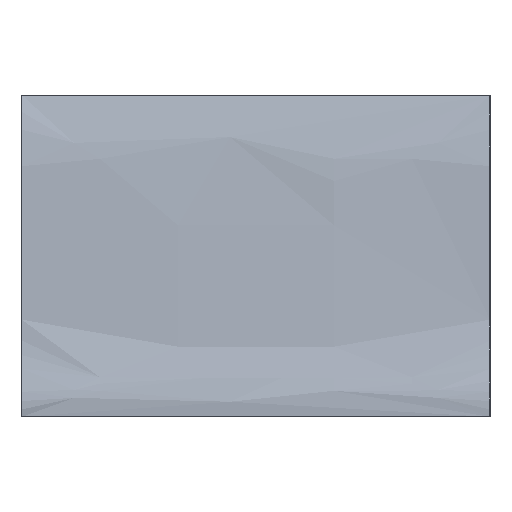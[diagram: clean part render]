
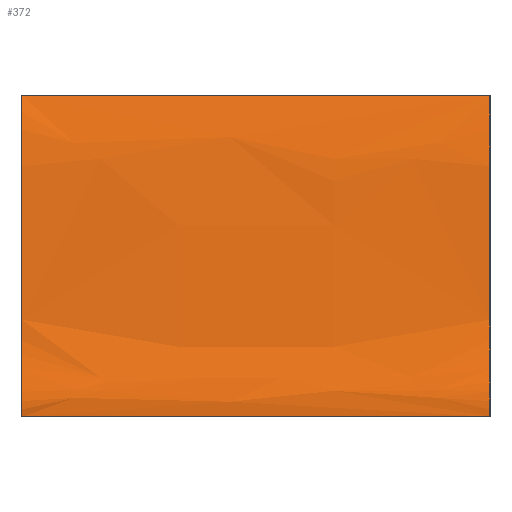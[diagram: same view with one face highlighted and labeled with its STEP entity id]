
A CAD part, left-side view. The second image highlights one B-rep face of the part: STEP entity #372.
In plain terms, the highlighted face is a extrusion surface.
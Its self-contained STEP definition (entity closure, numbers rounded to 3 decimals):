
#372=ADVANCED_FACE('',(#633),#635,.T.);
#633=FACE_BOUND('',#634,.T.);
#634=EDGE_LOOP('',(#809,#810,#811,#812));
#635=SURFACE_OF_LINEAR_EXTRUSION('',#636,#637);
#636=B_SPLINE_CURVE_WITH_KNOTS('',3,
(#813,#814,#815,#816),
.UNSPECIFIED.,.F.,.F.,
(4,4),
(0.,1.),
.UNSPECIFIED.);
#637=VECTOR('',#638,1.6);
#638=DIRECTION('',(0.,1.,0.));
#809=ORIENTED_EDGE('',*,*,#900,.T.);
#810=ORIENTED_EDGE('',*,*,#901,.T.);
#811=ORIENTED_EDGE('',*,*,#902,.F.);
#812=ORIENTED_EDGE('',*,*,#903,.F.);
#813=CARTESIAN_POINT('',(-2.1,-1.6,0.));
#814=CARTESIAN_POINT('',(-1.601,-1.6,0.105));
#815=CARTESIAN_POINT('',(-1.849,-1.6,0.687));
#816=CARTESIAN_POINT('',(-1.6,-1.6,1.1));
#900=EDGE_CURVE('',#1024,#1025,#1026,.T.);
#901=EDGE_CURVE('',#1025,#1027,#1028,.T.);
#902=EDGE_CURVE('',#1029,#1027,#1030,.T.);
#903=EDGE_CURVE('',#1024,#1029,#1031,.T.);
#1024=VERTEX_POINT('',#1294);
#1025=VERTEX_POINT('',#1295);
#1026=B_SPLINE_CURVE_WITH_KNOTS('',3,
(#1296,#1297,#1298,#1299),
.UNSPECIFIED.,.F.,.F.,
(4,4),
(0.,1.),
.UNSPECIFIED.);
#1027=VERTEX_POINT('',#1300);
#1028=LINE('',#1301,#1302);
#1029=VERTEX_POINT('',#1304);
#1030=B_SPLINE_CURVE_WITH_KNOTS('',3,
(#1305,#1306,#1307,#1308),
.UNSPECIFIED.,.F.,.F.,
(4,4),
(0.,1.),
.UNSPECIFIED.);
#1031=LINE('',#1309,#1310);
#1294=CARTESIAN_POINT('',(-2.1,-1.6,0.));
#1295=CARTESIAN_POINT('',(-1.6,-1.6,1.1));
#1296=CARTESIAN_POINT('',(-2.1,-1.6,0.));
#1297=CARTESIAN_POINT('',(-1.601,-1.6,0.105));
#1298=CARTESIAN_POINT('',(-1.849,-1.6,0.687));
#1299=CARTESIAN_POINT('',(-1.6,-1.6,1.1));
#1300=CARTESIAN_POINT('',(-1.6,0.,1.1));
#1301=CARTESIAN_POINT('',(-1.6,-1.6,1.1));
#1302=VECTOR('',#1303,1.);
#1303=DIRECTION('',(0.,1.,0.));
#1304=CARTESIAN_POINT('',(-2.1,0.,0.));
#1305=CARTESIAN_POINT('',(-2.1,0.,0.));
#1306=CARTESIAN_POINT('',(-1.601,0.,0.105));
#1307=CARTESIAN_POINT('',(-1.849,0.,0.687));
#1308=CARTESIAN_POINT('',(-1.6,0.,1.1));
#1309=CARTESIAN_POINT('',(-2.1,-1.6,0.));
#1310=VECTOR('',#1311,1.);
#1311=DIRECTION('',(0.,1.,0.));
